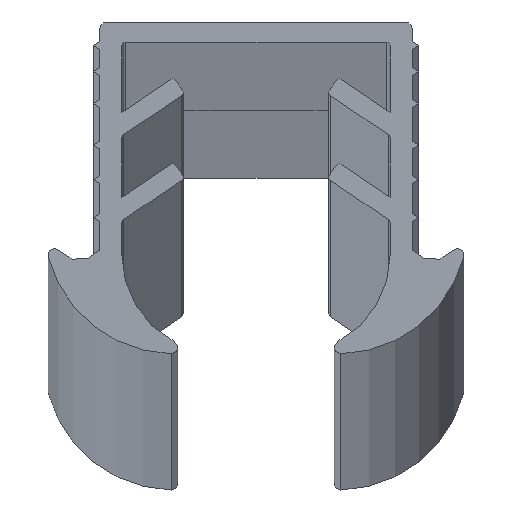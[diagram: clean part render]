
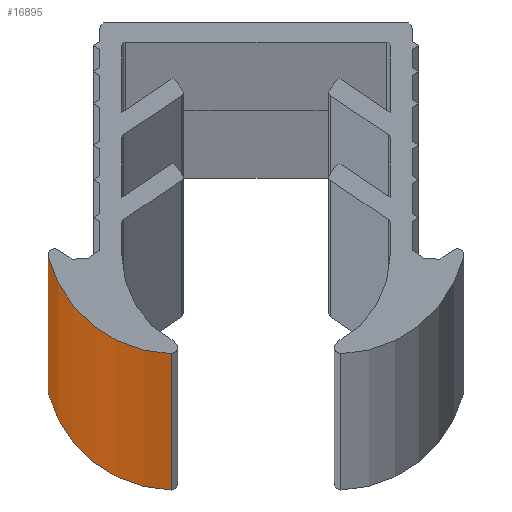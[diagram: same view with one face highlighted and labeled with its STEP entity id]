
A CAD part, top view. The second image highlights one B-rep face of the part: STEP entity #16895.
In plain terms, the highlighted cylindrical face has radius 10 mm (diameter 20 mm), a partial arc.
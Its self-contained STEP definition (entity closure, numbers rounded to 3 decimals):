
#159 = DIRECTION ( 'NONE',  ( 0., 0., -1. ) ) ;
#403 = EDGE_CURVE ( 'NONE', #15276, #13293, #5911, .T. ) ;
#1467 = ORIENTED_EDGE ( 'NONE', *, *, #5079, .F. ) ;
#1925 = DIRECTION ( 'NONE',  ( 0., 0., -1. ) ) ;
#2823 = EDGE_CURVE ( 'NONE', #16372, #16684, #15985, .T. ) ;
#2860 = DIRECTION ( 'NONE',  ( 0., 0., 1. ) ) ;
#3918 = DIRECTION ( 'NONE',  ( 0., 0., 1. ) ) ;
#4206 = VECTOR ( 'NONE', #11952, 1000. ) ;
#4464 = CYLINDRICAL_SURFACE ( 'NONE', #15959, 10. ) ;
#4875 = DIRECTION ( 'NONE',  ( -1., 0., 0. ) ) ;
#4939 = CARTESIAN_POINT ( 'NONE',  ( -6.308, -15.502, 3000. ) ) ;
#5079 = EDGE_CURVE ( 'NONE', #16684, #13293, #15461, .T. ) ;
#5295 = DIRECTION ( 'NONE',  ( 1., 0., 0. ) ) ;
#5596 = ORIENTED_EDGE ( 'NONE', *, *, #2823, .F. ) ;
#5911 = CIRCLE ( 'NONE', #10196, 10. ) ;
#5952 = CARTESIAN_POINT ( 'NONE',  ( -6.308, -15.502, -3000. ) ) ;
#6054 = VECTOR ( 'NONE', #159, 1000. ) ;
#6060 = CARTESIAN_POINT ( 'NONE',  ( -6.51, -25.5, 3000. ) ) ;
#7111 = CARTESIAN_POINT ( 'NONE',  ( -6.308, -15.502, 3000. ) ) ;
#8661 = ORIENTED_EDGE ( 'NONE', *, *, #403, .T. ) ;
#9112 = LINE ( 'NONE', #10013, #6054 ) ;
#10013 = CARTESIAN_POINT ( 'NONE',  ( -15.984, -18.026, 3000. ) ) ;
#10196 = AXIS2_PLACEMENT_3D ( 'NONE', #5952, #2860, #12854 ) ;
#10649 = CARTESIAN_POINT ( 'NONE',  ( -15.984, -18.026, 3000. ) ) ;
#11326 = FACE_OUTER_BOUND ( 'NONE', #12057, .T. ) ;
#11810 = ORIENTED_EDGE ( 'NONE', *, *, #12848, .T. ) ;
#11952 = DIRECTION ( 'NONE',  ( 0., 0., -1. ) ) ;
#12057 = EDGE_LOOP ( 'NONE', ( #8661, #1467, #5596, #11810 ) ) ;
#12694 = AXIS2_PLACEMENT_3D ( 'NONE', #7111, #3918, #5295 ) ;
#12789 = CARTESIAN_POINT ( 'NONE',  ( -6.51, -25.5, -3000. ) ) ;
#12848 = EDGE_CURVE ( 'NONE', #16372, #15276, #9112, .T. ) ;
#12854 = DIRECTION ( 'NONE',  ( 1., 0., 0. ) ) ;
#13290 = CARTESIAN_POINT ( 'NONE',  ( -6.51, -25.5, 3000. ) ) ;
#13293 = VERTEX_POINT ( 'NONE', #12789 ) ;
#15276 = VERTEX_POINT ( 'NONE', #16772 ) ;
#15461 = LINE ( 'NONE', #13290, #4206 ) ;
#15959 = AXIS2_PLACEMENT_3D ( 'NONE', #4939, #1925, #4875 ) ;
#15985 = CIRCLE ( 'NONE', #12694, 10. ) ;
#16372 = VERTEX_POINT ( 'NONE', #10649 ) ;
#16684 = VERTEX_POINT ( 'NONE', #6060 ) ;
#16772 = CARTESIAN_POINT ( 'NONE',  ( -15.984, -18.026, -3000. ) ) ;
#16895 = ADVANCED_FACE ( 'NONE', ( #11326 ), #4464, .T. ) ;
